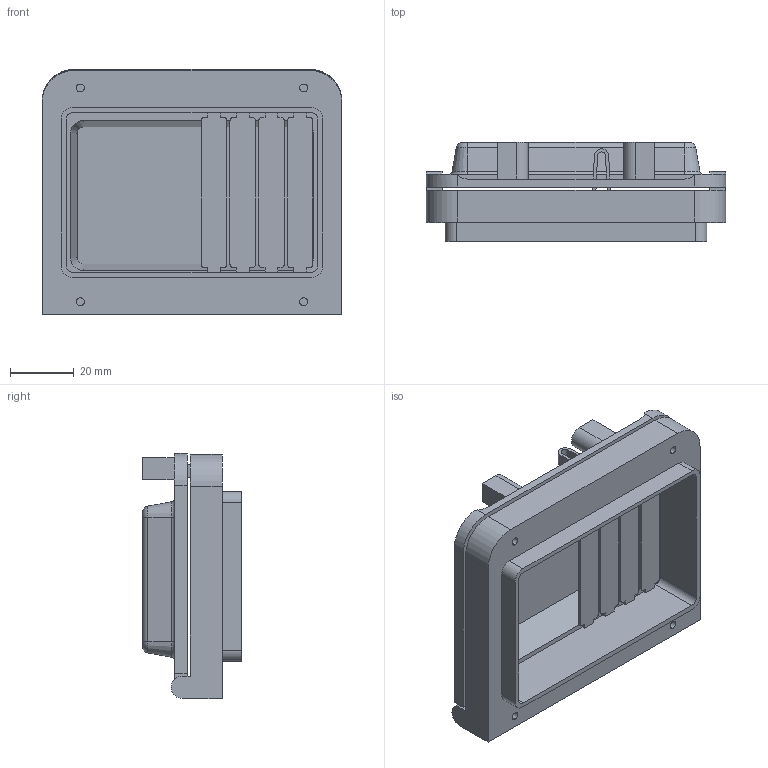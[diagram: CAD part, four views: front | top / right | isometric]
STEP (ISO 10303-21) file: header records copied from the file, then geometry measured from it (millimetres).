
FILE_DESCRIPTION (( 'STEP AP203' ), '1' );
FILE_NAME ('L04_Default.step', '2025-08-29T17:55:53', ( 'Windows User' ), ( 'AUTOMATION DIRECT' ), 'SwSTEP 2.0', 'SolidWorks 2024', '' );
FILE_SCHEMA (( 'CONFIG_CONTROL_DESIGN' ));
Length unit declared in the file: millimetre
Products named in the file (1): L04_Default
Bounding box: 94 x 31 x 76.8 mm (x, y, z)
Volume: 61987.8 mm3; surface area: 39610 mm2
Topology: 1 solids, 1 shells, 180 faces, 500 edges, 328 vertices
Faces by surface type: plane 106, cylinder 58, cone 8, torus 8
Entity records: 5871 total; most frequent: CARTESIAN_POINT 1015, DIRECTION 1000, ORIENTED_EDGE 1000, EDGE_CURVE 500, VECTOR 358, LINE 358, VERTEX_POINT 328, AXIS2_PLACEMENT_3D 321
